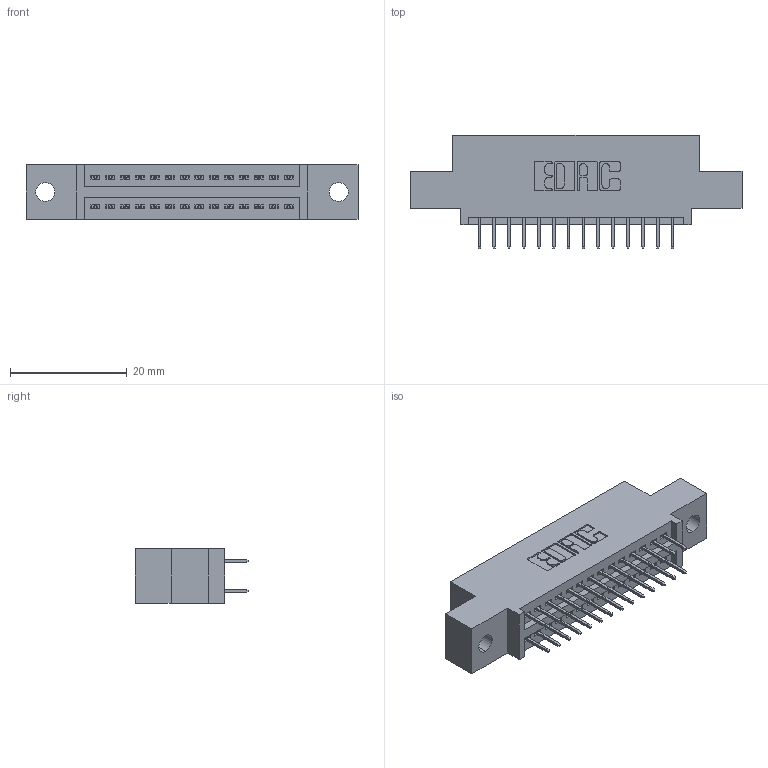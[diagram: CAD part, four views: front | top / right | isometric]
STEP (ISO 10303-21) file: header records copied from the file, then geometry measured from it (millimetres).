
FILE_DESCRIPTION (( 'STEP AP203' ), '1' );
FILE_NAME ('345-028-524-502.STEP', '2019-10-27T21:27:54', ( '' ), ( '' ), 'SwSTEP 2.0', 'SolidWorks 2016', '' );
FILE_SCHEMA (( 'CONFIG_CONTROL_DESIGN' ));
Length unit declared in the file: inch
Products named in the file (3): 345-028-524-502; 345 Part_0.110 Offset - 0.128 Dia; 345-292-001_345-293-124
Assembly tree (29 placements, depth 2):
  345-028-524-502
    345 Part_0.110 Offset - 0.128 Dia
    345-292-001_345-293-124  x28
Bounding box: 56.77 x 19.35 x 9.4 mm (x, y, z)
Volume: 5102.3 mm3; surface area: 6708 mm2
Topology: 29 solids, 29 shells, 1642 faces, 4637 edges, 2978 vertices
Faces by surface type: plane 1176, cylinder 466
Entity records: 14963 total; most frequent: CARTESIAN_POINT 2536, ORIENTED_EDGE 2470, DIRECTION 2271, EDGE_CURVE 1235, LINE 1051, VECTOR 1051, VERTEX_POINT 818, AXIS2_PLACEMENT_3D 610
